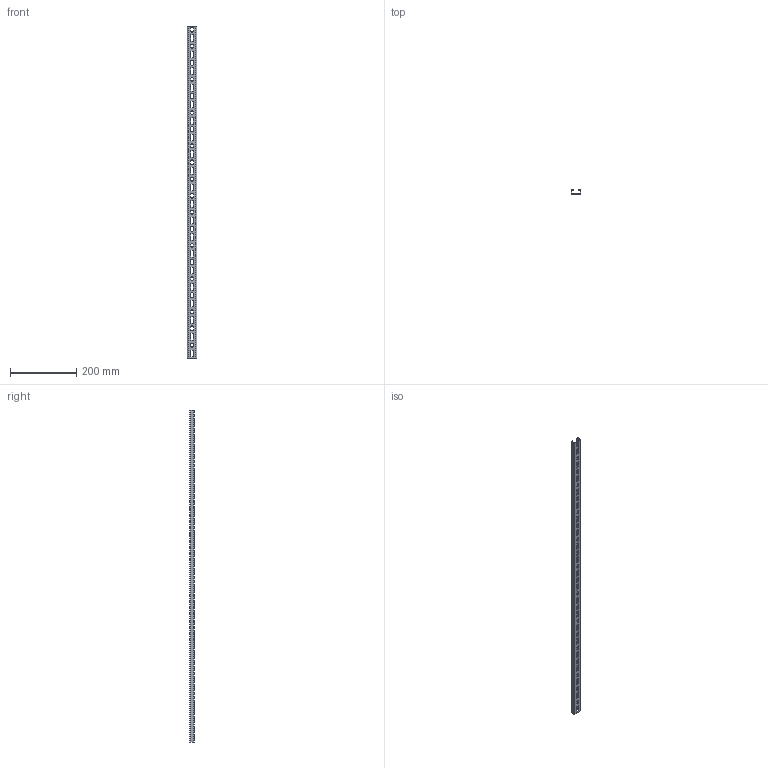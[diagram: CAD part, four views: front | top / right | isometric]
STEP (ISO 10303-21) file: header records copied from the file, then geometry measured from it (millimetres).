
FILE_DESCRIPTION (( 'STEP AP214' ), '1' );
FILE_NAME ('1109863_KSTP1.stp', '2018-07-26T14:33:25', ( '' ), ( '' ), 'SwSTEP 2.0', 'SolidWorks 2016', '' );
FILE_SCHEMA (( 'AUTOMOTIVE_DESIGN' ));
Length unit declared in the file: millimetre
Products named in the file (1): 1109863_KSTP1
Bounding box: 30 x 15 x 1000 mm (x, y, z)
Volume: 87891.8 mm3; surface area: 123392.5 mm2
Topology: 1 solids, 1 shells, 346 faces, 952 edges, 624 vertices
Faces by surface type: plane 213, cylinder 84, bspline 49
Entity records: 13672 total; most frequent: CARTESIAN_POINT 4868, ORIENTED_EDGE 1904, DIRECTION 1618, EDGE_CURVE 952, VECTOR 686, LINE 686, VERTEX_POINT 624, AXIS2_PLACEMENT_3D 466
